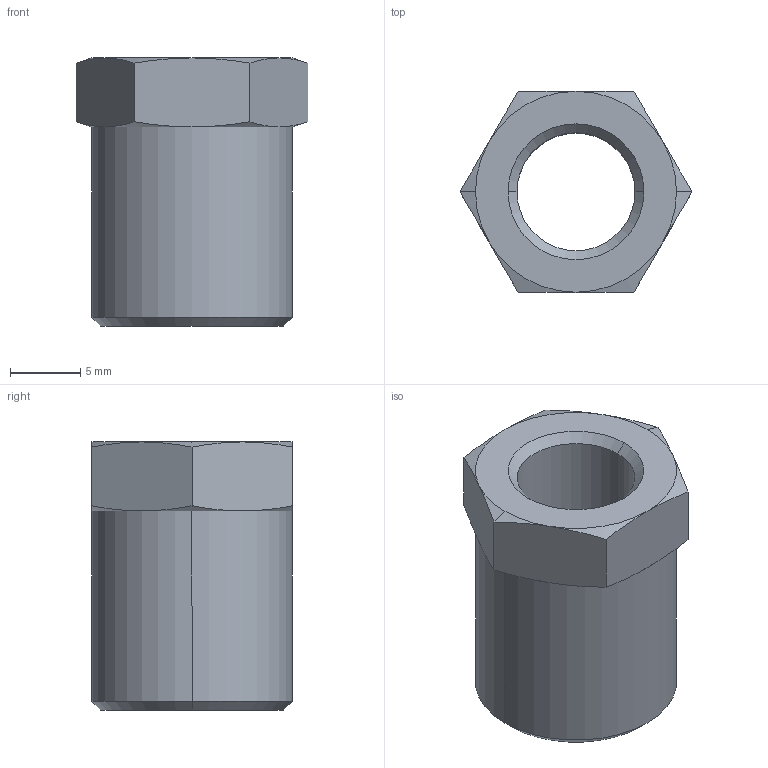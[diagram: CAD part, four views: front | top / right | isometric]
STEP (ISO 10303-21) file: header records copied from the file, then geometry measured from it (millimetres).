
FILE_DESCRIPTION((''),'2;1');
FILE_NAME('brassadapter.stp','2002-01-15T18:18:58',('Administrator'),(''),'Autodesk Inventor (tm) 3.0','Autodesk Inventor (tm) 3.0','');
FILE_SCHEMA(('CONFIG_CONTROL_DESIGN'));
Length unit declared in the file: inch
Products named in the file (1): brassadapter
Bounding box: 16.48 x 14.27 x 19.05 mm (x, y, z)
Volume: 2054.6 mm3; surface area: 1574.6 mm2
Topology: 1 solids, 1 shells, 34 faces, 72 edges, 40 vertices
Faces by surface type: cone 22, plane 8, cylinder 4
Entity records: 969 total; most frequent: CARTESIAN_POINT 195, DIRECTION 146, ORIENTED_EDGE 144, EDGE_CURVE 72, AXIS2_PLACEMENT_3D 63, VERTEX_POINT 40, EDGE_LOOP 36, FACE_OUTER_BOUND 34
